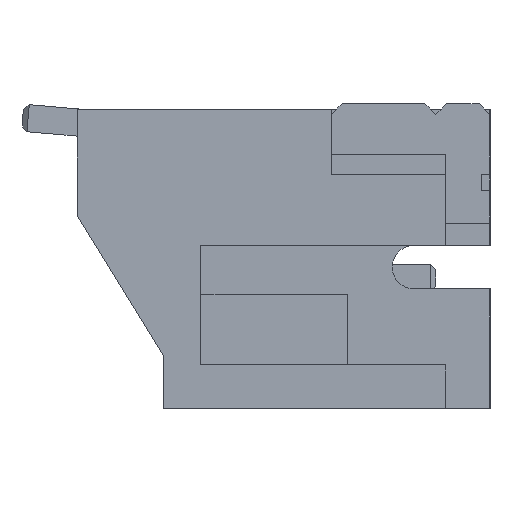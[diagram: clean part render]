
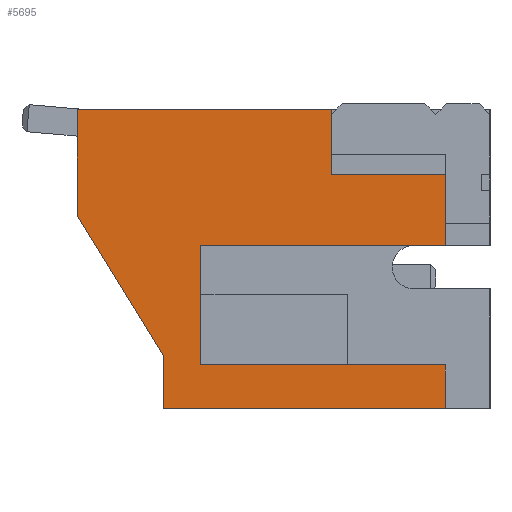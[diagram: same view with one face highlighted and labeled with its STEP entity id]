
A CAD part, left-side view. The second image highlights one B-rep face of the part: STEP entity #5695.
In plain terms, the highlighted planar face has unit normal (-1, 0, 0).
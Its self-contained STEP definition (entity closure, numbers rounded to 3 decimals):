
#78 = ORIENTED_EDGE ( 'NONE', *, *, #14451, .T. ) ;
#286 = VECTOR ( 'NONE', #13640, 1000. ) ;
#420 = EDGE_CURVE ( 'NONE', #21281, #24105, #15335, .T. ) ;
#584 = VERTEX_POINT ( 'NONE', #6219 ) ;
#819 = CARTESIAN_POINT ( 'NONE',  ( -0.75, 2.06, 6.14 ) ) ;
#1257 = EDGE_CURVE ( 'NONE', #23702, #10979, #8814, .T. ) ;
#1423 = VECTOR ( 'NONE', #15727, 1000. ) ;
#1684 = EDGE_CURVE ( 'NONE', #10979, #20562, #17767, .T. ) ;
#1710 = EDGE_CURVE ( 'NONE', #3067, #9361, #6621, .T. ) ;
#1849 = CARTESIAN_POINT ( 'NONE',  ( -0.75, 2.61, 3.86 ) ) ;
#1974 = LINE ( 'NONE', #1849, #1423 ) ;
#2671 = LINE ( 'NONE', #21358, #17528 ) ;
#3050 = VERTEX_POINT ( 'NONE', #15812 ) ;
#3067 = VERTEX_POINT ( 'NONE', #20224 ) ;
#3118 = DIRECTION ( 'NONE',  ( 1., 0., 0. ) ) ;
#3350 = CARTESIAN_POINT ( 'NONE',  ( -0.75, 5.61, -0.64 ) ) ;
#3715 = EDGE_CURVE ( 'NONE', #23554, #3067, #5809, .T. ) ;
#4247 = LINE ( 'NONE', #23069, #14824 ) ;
#4411 = LINE ( 'NONE', #19691, #19107 ) ;
#4436 = DIRECTION ( 'NONE',  ( 0., -1., 0. ) ) ;
#4677 = VECTOR ( 'NONE', #10500, 1000. ) ;
#4760 = DIRECTION ( 'NONE',  ( 0., -1., 0. ) ) ;
#4846 = ORIENTED_EDGE ( 'NONE', *, *, #17892, .T. ) ;
#4915 = DIRECTION ( 'NONE',  ( 0., -1., 0. ) ) ;
#5695 = ADVANCED_FACE ( 'NONE', ( #21232 ), #19094, .F. ) ;
#5741 = CARTESIAN_POINT ( 'NONE',  ( -0.75, 2.61, -0.64 ) ) ;
#5809 = LINE ( 'NONE', #18952, #10603 ) ;
#6219 = CARTESIAN_POINT ( 'NONE',  ( -0.75, 2.61, 3.86 ) ) ;
#6415 = ORIENTED_EDGE ( 'NONE', *, *, #15409, .T. ) ;
#6540 = EDGE_LOOP ( 'NONE', ( #6415, #19253, #15769, #16623, #10830, #8347, #10606, #78, #7275, #21231, #21764, #4846 ) ) ;
#6621 = LINE ( 'NONE', #14131, #4677 ) ;
#6818 = AXIS2_PLACEMENT_3D ( 'NONE', #23811, #3118, #4760 ) ;
#7055 = DIRECTION ( 'NONE',  ( 0., -1., 0. ) ) ;
#7183 = DIRECTION ( 'NONE',  ( 0., 1., 0. ) ) ;
#7275 = ORIENTED_EDGE ( 'NONE', *, *, #3715, .T. ) ;
#7922 = DIRECTION ( 'NONE',  ( 0., 0., -1. ) ) ;
#8108 = EDGE_CURVE ( 'NONE', #584, #22627, #1974, .T. ) ;
#8347 = ORIENTED_EDGE ( 'NONE', *, *, #13463, .T. ) ;
#8814 = LINE ( 'NONE', #22100, #19428 ) ;
#9317 = CARTESIAN_POINT ( 'NONE',  ( -0.75, 5.61, 4.54 ) ) ;
#9332 = DIRECTION ( 'NONE',  ( 0., 0., 1. ) ) ;
#9361 = VERTEX_POINT ( 'NONE', #819 ) ;
#9398 = CARTESIAN_POINT ( 'NONE',  ( -0.75, 4.66, 4.54 ) ) ;
#9660 = CARTESIAN_POINT ( 'NONE',  ( -0.75, 4.81, -0.64 ) ) ;
#9665 = VERTEX_POINT ( 'NONE', #9317 ) ;
#10500 = DIRECTION ( 'NONE',  ( 0., 1., 0. ) ) ;
#10603 = VECTOR ( 'NONE', #9332, 1000. ) ;
#10606 = ORIENTED_EDGE ( 'NONE', *, *, #420, .T. ) ;
#10709 = EDGE_CURVE ( 'NONE', #20562, #584, #4247, .T. ) ;
#10830 = ORIENTED_EDGE ( 'NONE', *, *, #8108, .T. ) ;
#10979 = VERTEX_POINT ( 'NONE', #22614 ) ;
#11431 = VECTOR ( 'NONE', #16992, 1000. ) ;
#12069 = CARTESIAN_POINT ( 'NONE',  ( -0.75, 1.31, -0.64 ) ) ;
#12387 = VECTOR ( 'NONE', #12753, 1000. ) ;
#12753 = DIRECTION ( 'NONE',  ( 0., 0.852, -0.524 ) ) ;
#13463 = EDGE_CURVE ( 'NONE', #22627, #21281, #2671, .T. ) ;
#13640 = DIRECTION ( 'NONE',  ( 0., 0., 1. ) ) ;
#13784 = CARTESIAN_POINT ( 'NONE',  ( -0.75, 1.31, 1.46 ) ) ;
#13974 = CARTESIAN_POINT ( 'NONE',  ( -0.75, 5.61, 4.54 ) ) ;
#14131 = CARTESIAN_POINT ( 'NONE',  ( -0.75, 2.06, 6.14 ) ) ;
#14451 = EDGE_CURVE ( 'NONE', #24105, #23554, #4411, .T. ) ;
#14824 = VECTOR ( 'NONE', #22945, 1000. ) ;
#14971 = CARTESIAN_POINT ( 'NONE',  ( -0.75, 1.31, -0.64 ) ) ;
#15047 = LINE ( 'NONE', #23239, #22776 ) ;
#15335 = LINE ( 'NONE', #14971, #11431 ) ;
#15409 = EDGE_CURVE ( 'NONE', #9665, #23702, #15047, .T. ) ;
#15727 = DIRECTION ( 'NONE',  ( 0., 0., -1. ) ) ;
#15769 = ORIENTED_EDGE ( 'NONE', *, *, #1684, .T. ) ;
#15812 = CARTESIAN_POINT ( 'NONE',  ( -0.75, 4.66, 4.54 ) ) ;
#16623 = ORIENTED_EDGE ( 'NONE', *, *, #10709, .T. ) ;
#16992 = DIRECTION ( 'NONE',  ( 0., 0., 1. ) ) ;
#17241 = VECTOR ( 'NONE', #7183, 1000. ) ;
#17528 = VECTOR ( 'NONE', #4436, 1000. ) ;
#17767 = LINE ( 'NONE', #9660, #286 ) ;
#17892 = EDGE_CURVE ( 'NONE', #3050, #9665, #22341, .T. ) ;
#18952 = CARTESIAN_POINT ( 'NONE',  ( -0.75, 0.11, 4.54 ) ) ;
#19094 = PLANE ( 'NONE',  #6818 ) ;
#19107 = VECTOR ( 'NONE', #4915, 1000. ) ;
#19253 = ORIENTED_EDGE ( 'NONE', *, *, #1257, .T. ) ;
#19428 = VECTOR ( 'NONE', #7055, 1000. ) ;
#19691 = CARTESIAN_POINT ( 'NONE',  ( -0.75, 1.31, 1.46 ) ) ;
#20224 = CARTESIAN_POINT ( 'NONE',  ( -0.75, 0.11, 6.14 ) ) ;
#20562 = VERTEX_POINT ( 'NONE', #23136 ) ;
#21231 = ORIENTED_EDGE ( 'NONE', *, *, #1710, .T. ) ;
#21232 = FACE_OUTER_BOUND ( 'NONE', #6540, .T. ) ;
#21281 = VERTEX_POINT ( 'NONE', #12069 ) ;
#21358 = CARTESIAN_POINT ( 'NONE',  ( -0.75, 2.61, -0.64 ) ) ;
#21764 = ORIENTED_EDGE ( 'NONE', *, *, #23709, .T. ) ;
#22100 = CARTESIAN_POINT ( 'NONE',  ( -0.75, 5.61, -0.64 ) ) ;
#22341 = LINE ( 'NONE', #13974, #17241 ) ;
#22614 = CARTESIAN_POINT ( 'NONE',  ( -0.75, 4.81, -0.64 ) ) ;
#22627 = VERTEX_POINT ( 'NONE', #5741 ) ;
#22776 = VECTOR ( 'NONE', #7922, 1000. ) ;
#22945 = DIRECTION ( 'NONE',  ( 0., -1., 0. ) ) ;
#23069 = CARTESIAN_POINT ( 'NONE',  ( -0.75, 4.81, 3.86 ) ) ;
#23094 = CARTESIAN_POINT ( 'NONE',  ( -0.75, 0.11, 1.46 ) ) ;
#23136 = CARTESIAN_POINT ( 'NONE',  ( -0.75, 4.81, 3.86 ) ) ;
#23239 = CARTESIAN_POINT ( 'NONE',  ( -0.75, 5.61, -0.64 ) ) ;
#23554 = VERTEX_POINT ( 'NONE', #23094 ) ;
#23702 = VERTEX_POINT ( 'NONE', #3350 ) ;
#23709 = EDGE_CURVE ( 'NONE', #9361, #3050, #24306, .T. ) ;
#23811 = CARTESIAN_POINT ( 'NONE',  ( -0.75, 0.11, 4.54 ) ) ;
#24105 = VERTEX_POINT ( 'NONE', #13784 ) ;
#24306 = LINE ( 'NONE', #9398, #12387 ) ;
